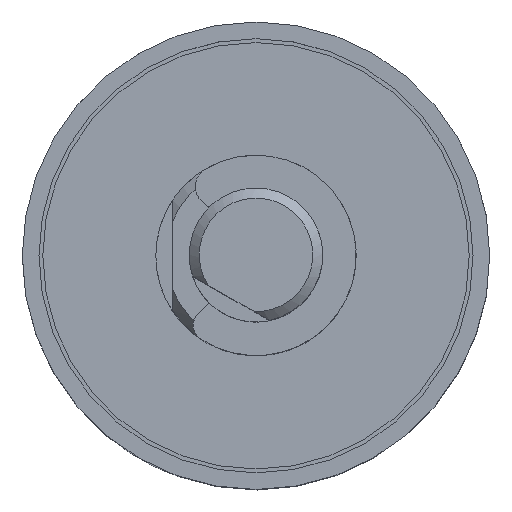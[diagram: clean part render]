
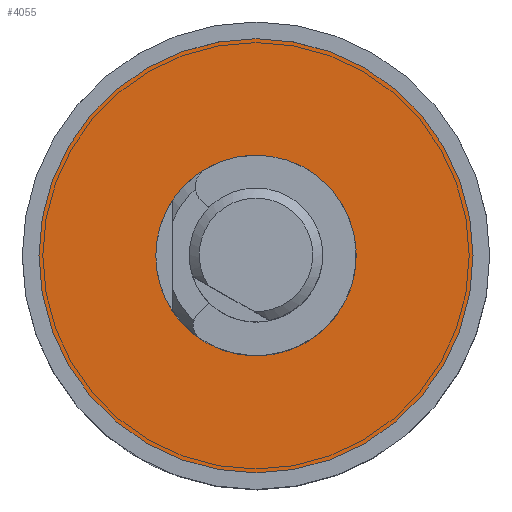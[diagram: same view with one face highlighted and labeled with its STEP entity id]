
A CAD part, top view. The second image highlights one B-rep face of the part: STEP entity #4055.
In plain terms, the highlighted planar face has unit normal (0, 0, 1).
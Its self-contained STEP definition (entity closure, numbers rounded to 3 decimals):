
#203 = ORIENTED_EDGE ( 'NONE', *, *, #7453, .T. ) ;
#325 = CARTESIAN_POINT ( 'NONE',  ( -3., 0., 0.5 ) ) ;
#904 = DIRECTION ( 'NONE',  ( 0., 0., -1. ) ) ;
#1696 = FACE_BOUND ( 'NONE', #3414, .T. ) ;
#2838 = CARTESIAN_POINT ( 'NONE',  ( 3., 0., 0.5 ) ) ;
#2869 = DIRECTION ( 'NONE',  ( 0., 0., 1. ) ) ;
#3364 = ORIENTED_EDGE ( 'NONE', *, *, #4976, .T. ) ;
#3414 = EDGE_LOOP ( 'NONE', ( #3364 ) ) ;
#3609 = EDGE_LOOP ( 'NONE', ( #203 ) ) ;
#3617 = FACE_OUTER_BOUND ( 'NONE', #3609, .T. ) ;
#3902 = DIRECTION ( 'NONE',  ( 1., 0., 0. ) ) ;
#4055 = ADVANCED_FACE ( 'NONE', ( #1696, #3617 ), #6776, .T. ) ;
#4459 = DIRECTION ( 'NONE',  ( 0., 0., 1. ) ) ;
#4666 = VERTEX_POINT ( 'NONE', #4863 ) ;
#4863 = CARTESIAN_POINT ( 'NONE',  ( 6.5, 0., 0.5 ) ) ;
#4976 = EDGE_CURVE ( 'NONE', #6297, #6297, #6960, .T. ) ;
#5585 = AXIS2_PLACEMENT_3D ( 'NONE', #2838, #2869, #7083 ) ;
#6165 = AXIS2_PLACEMENT_3D ( 'NONE', #7064, #4459, #3902 ) ;
#6297 = VERTEX_POINT ( 'NONE', #325 ) ;
#6621 = CIRCLE ( 'NONE', #6165, 6.5 ) ;
#6727 = CARTESIAN_POINT ( 'NONE',  ( 0., 0., 0.5 ) ) ;
#6776 = PLANE ( 'NONE',  #5585 ) ;
#6960 = CIRCLE ( 'NONE', #7413, 3. ) ;
#7064 = CARTESIAN_POINT ( 'NONE',  ( 0., 0., 0.5 ) ) ;
#7083 = DIRECTION ( 'NONE',  ( 1., 0., 0. ) ) ;
#7351 = DIRECTION ( 'NONE',  ( -1., 0., 0. ) ) ;
#7413 = AXIS2_PLACEMENT_3D ( 'NONE', #6727, #904, #7351 ) ;
#7453 = EDGE_CURVE ( 'NONE', #4666, #4666, #6621, .T. ) ;
